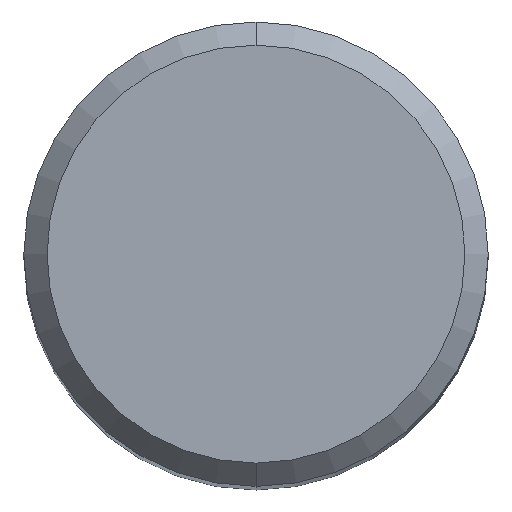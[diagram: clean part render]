
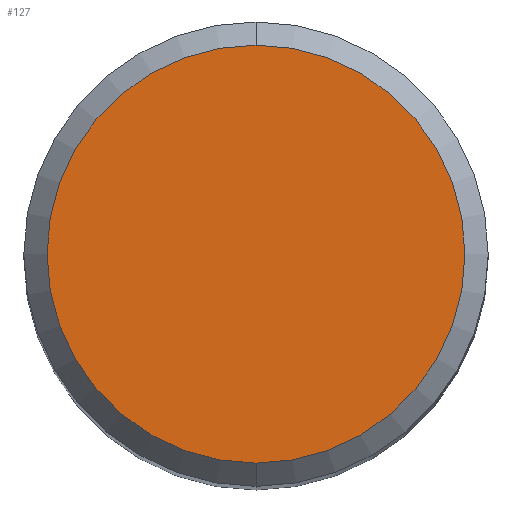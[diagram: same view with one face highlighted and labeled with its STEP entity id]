
A CAD part, top view. The second image highlights one B-rep face of the part: STEP entity #127.
In plain terms, the highlighted planar face has unit normal (0, 0, 1).
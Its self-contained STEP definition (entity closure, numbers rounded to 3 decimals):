
#103=VERTEX_POINT('',#255);
#127=ADVANCED_FACE('',(#285),#286,.T.);
#199=EDGE_CURVE('',#103,#217,#365,.T.);
#213=EDGE_CURVE('',#217,#103,#380,.T.);
#217=VERTEX_POINT('',#385);
#255=CARTESIAN_POINT('',(0.,-3.6,0.0));
#285=FACE_OUTER_BOUND('',#447,.T.);
#286=PLANE('',#448);
#365=CIRCLE('',#552,3.6);
#380=CIRCLE('',#575,3.6);
#385=CARTESIAN_POINT('',(0.0,3.6,0.0));
#447=EDGE_LOOP('',(#663,#664));
#448=AXIS2_PLACEMENT_3D('',#665,#666,#667);
#552=AXIS2_PLACEMENT_3D('',#749,#750,#751);
#575=AXIS2_PLACEMENT_3D('',#771,#772,#773);
#663=ORIENTED_EDGE('',*,*,#213,.F.);
#664=ORIENTED_EDGE('',*,*,#199,.F.);
#665=CARTESIAN_POINT('',(0.0,1.8,0.0));
#666=DIRECTION('',(-0.0,0.0,1.0));
#667=DIRECTION('',(0.0,-1.0,0.0));
#749=CARTESIAN_POINT('',(0.0,0.0,0.0));
#750=DIRECTION('',(0.0,0.0,-1.0));
#751=DIRECTION('',(0.0,1.0,0.0));
#771=CARTESIAN_POINT('',(0.0,0.0,0.0));
#772=DIRECTION('',(0.0,0.0,-1.0));
#773=DIRECTION('',(0.0,1.0,0.0));
